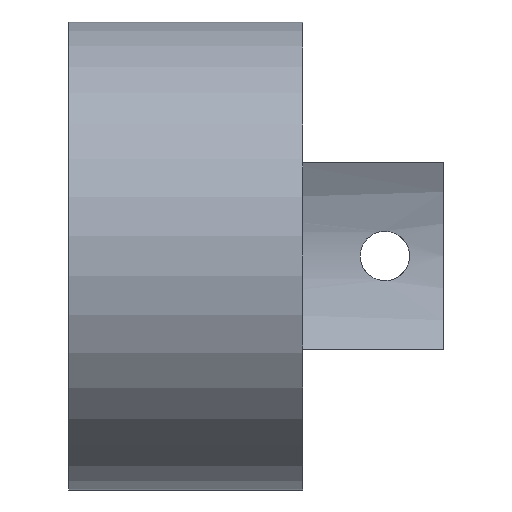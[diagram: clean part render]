
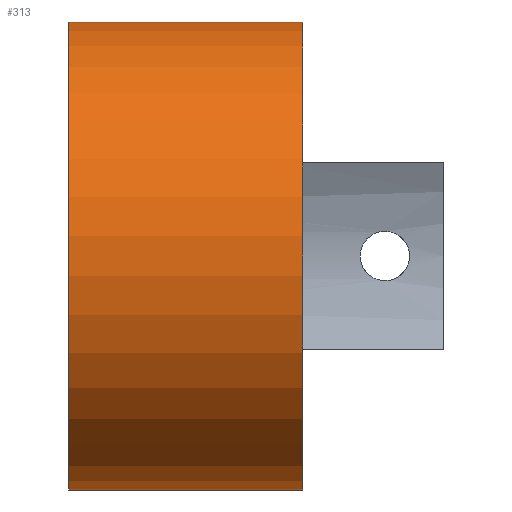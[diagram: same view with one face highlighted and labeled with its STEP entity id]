
A CAD part, left-side view. The second image highlights one B-rep face of the part: STEP entity #313.
In plain terms, the highlighted cylindrical face has radius 31.75 mm (diameter 63.5 mm), a partial arc.
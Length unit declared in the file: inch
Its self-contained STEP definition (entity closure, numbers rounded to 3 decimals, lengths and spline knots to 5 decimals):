
#47=FACE_OUTER_BOUND('',#65,.T.);
#65=EDGE_LOOP('',(#278,#279,#280,#281));
#68=LINE('',#460,#89);
#70=LINE('',#469,#91);
#89=VECTOR('',#375,0.17);
#91=VECTOR('',#383,0.17);
#121=CIRCLE('',#360,1.25);
#122=CIRCLE('',#362,1.25);
#127=VERTEX_POINT('',#457);
#128=VERTEX_POINT('',#459);
#131=VERTEX_POINT('',#466);
#132=VERTEX_POINT('',#468);
#157=EDGE_CURVE('',#127,#128,#68,.T.);
#161=EDGE_CURVE('',#131,#132,#70,.T.);
#196=EDGE_CURVE('',#128,#131,#121,.T.);
#197=EDGE_CURVE('',#132,#127,#122,.T.);
#278=ORIENTED_EDGE('',*,*,#157,.F.);
#279=ORIENTED_EDGE('',*,*,#197,.F.);
#280=ORIENTED_EDGE('',*,*,#161,.F.);
#281=ORIENTED_EDGE('',*,*,#196,.F.);
#299=CYLINDRICAL_SURFACE('',#364,1.25);
#313=ADVANCED_FACE('',(#47),#299,.T.);
#360=AXIS2_PLACEMENT_3D('',#614,#435,#436);
#362=AXIS2_PLACEMENT_3D('',#616,#439,#440);
#364=AXIS2_PLACEMENT_3D('',#619,#443,#444);
#375=DIRECTION('',(0.,-1.,0.));
#383=DIRECTION('',(0.,1.,0.));
#435=DIRECTION('center_axis',(0.,-1.,0.));
#436=DIRECTION('ref_axis',(1.,0.,0.));
#439=DIRECTION('center_axis',(0.,1.,0.));
#440=DIRECTION('ref_axis',(-1.,0.,0.));
#443=DIRECTION('center_axis',(0.,1.,0.));
#444=DIRECTION('ref_axis',(-1.,0.,0.));
#457=CARTESIAN_POINT('',(1.10212,0.25,0.58978));
#459=CARTESIAN_POINT('',(1.10212,-1.,0.58978));
#460=CARTESIAN_POINT('',(1.10212,0.25,0.58978));
#466=CARTESIAN_POINT('',(1.10212,-1.,-0.58978));
#468=CARTESIAN_POINT('',(1.10212,0.25,-0.58978));
#469=CARTESIAN_POINT('',(1.10212,-1.75,-0.58978));
#614=CARTESIAN_POINT('Origin',(0.,-1.,0.));
#616=CARTESIAN_POINT('Origin',(0.,0.25,0.));
#619=CARTESIAN_POINT('Origin',(0.,0.,0.));
